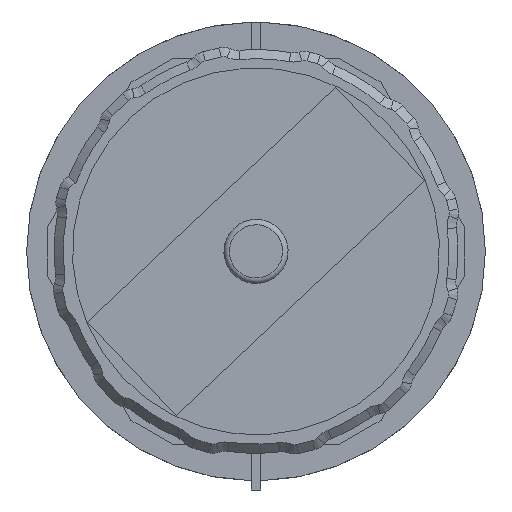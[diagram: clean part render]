
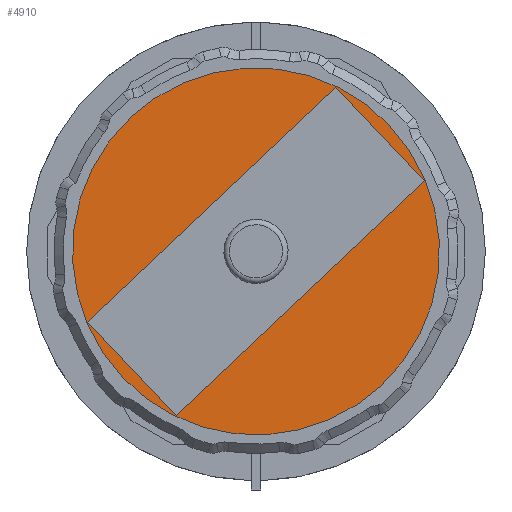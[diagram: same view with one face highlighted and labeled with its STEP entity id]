
A CAD part, front view. The second image highlights one B-rep face of the part: STEP entity #4910.
In plain terms, the highlighted planar face has unit normal (0, -1, 0).
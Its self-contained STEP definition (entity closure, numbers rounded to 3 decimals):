
#79=FACE_BOUND('',#784,.T.);
#240=PLANE('',#5529);
#493=FACE_OUTER_BOUND('',#783,.T.);
#783=EDGE_LOOP('',(#3846));
#784=EDGE_LOOP('',(#3847,#3848,#3849,#3850));
#1121=LINE('',#7960,#1530);
#1125=LINE('',#7968,#1534);
#1128=LINE('',#7974,#1537);
#1131=LINE('',#7979,#1540);
#1530=VECTOR('',#6585,10.);
#1534=VECTOR('',#6591,10.);
#1537=VECTOR('',#6596,10.);
#1540=VECTOR('',#6601,10.);
#1951=CIRCLE('',#5528,10.);
#2233=VERTEX_POINT('',#7958);
#2234=VERTEX_POINT('',#7959);
#2237=VERTEX_POINT('',#7967);
#2239=VERTEX_POINT('',#7973);
#2241=VERTEX_POINT('',#7983);
#2802=EDGE_CURVE('',#2233,#2234,#1121,.T.);
#2806=EDGE_CURVE('',#2234,#2237,#1125,.T.);
#2809=EDGE_CURVE('',#2237,#2239,#1128,.T.);
#2812=EDGE_CURVE('',#2239,#2233,#1131,.T.);
#2814=EDGE_CURVE('',#2241,#2241,#1951,.T.);
#3846=ORIENTED_EDGE('',*,*,#2814,.T.);
#3847=ORIENTED_EDGE('',*,*,#2802,.T.);
#3848=ORIENTED_EDGE('',*,*,#2806,.T.);
#3849=ORIENTED_EDGE('',*,*,#2809,.T.);
#3850=ORIENTED_EDGE('',*,*,#2812,.T.);
#4910=ADVANCED_FACE('',(#493,#79),#240,.F.);
#5528=AXIS2_PLACEMENT_3D('',#7984,#6607,#6608);
#5529=AXIS2_PLACEMENT_3D('',#7985,#6609,#6610);
#6585=DIRECTION('',(0.,0.,1.));
#6591=DIRECTION('',(1.,0.,0.));
#6596=DIRECTION('',(0.,0.,-1.));
#6601=DIRECTION('',(-1.,0.,0.));
#6607=DIRECTION('center_axis',(0.,-1.,0.));
#6608=DIRECTION('ref_axis',(-1.,0.,0.));
#6609=DIRECTION('center_axis',(0.,1.,0.));
#6610=DIRECTION('ref_axis',(0.,0.,1.));
#7958=CARTESIAN_POINT('',(-9.3,-0.2,-3.5));
#7959=CARTESIAN_POINT('',(-9.3,-0.2,3.5));
#7960=CARTESIAN_POINT('',(-9.3,-0.2,1.75));
#7967=CARTESIAN_POINT('',(9.3,-0.2,3.5));
#7968=CARTESIAN_POINT('',(4.65,-0.2,3.5));
#7973=CARTESIAN_POINT('',(9.3,-0.2,-3.5));
#7974=CARTESIAN_POINT('',(9.3,-0.2,-1.75));
#7979=CARTESIAN_POINT('',(-4.65,-0.2,-3.5));
#7983=CARTESIAN_POINT('',(10.,-0.2,0.));
#7984=CARTESIAN_POINT('Origin',(0.,-0.2,0.));
#7985=CARTESIAN_POINT('Origin',(0.,-0.2,0.));
